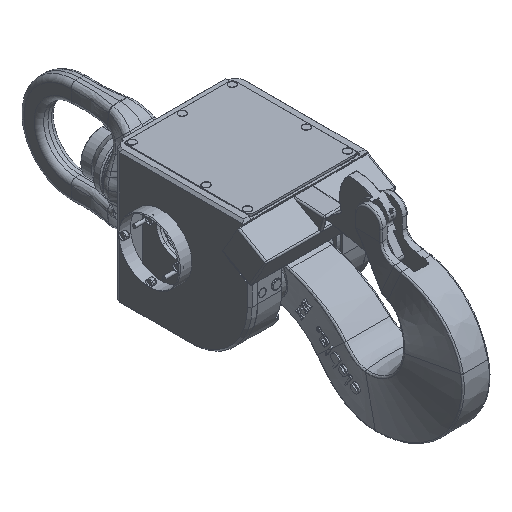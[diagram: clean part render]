
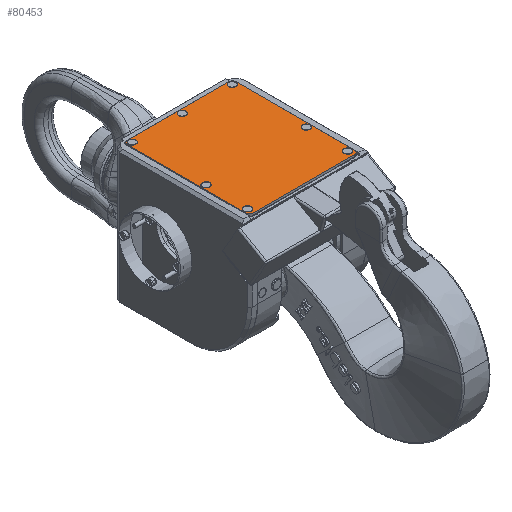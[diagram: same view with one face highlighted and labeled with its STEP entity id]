
A CAD part, isometric view. The second image highlights one B-rep face of the part: STEP entity #80453.
In plain terms, the highlighted planar face has unit normal (0, 0, 1).
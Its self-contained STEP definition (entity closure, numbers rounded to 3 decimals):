
#25124=CARTESIAN_POINT('',(65.75,3.5,94.5));
#25125=DIRECTION('',(0.,0.,1.));
#25126=DIRECTION('',(1.,0.,0.));
#25127=AXIS2_PLACEMENT_3D('',#25124,#25125,#25126);
#25129=DIRECTION('',(0.,1.,0.));
#25130=VECTOR('',#25129,153.5);
#25131=CARTESIAN_POINT('',(70.75,-150.,94.5));
#25132=LINE('',#25131,#25130);
#25133=CARTESIAN_POINT('',(65.75,-150.,94.5));
#25134=DIRECTION('',(0.,0.,1.));
#25135=DIRECTION('',(0.,-1.,0.));
#25136=AXIS2_PLACEMENT_3D('',#25133,#25134,#25135);
#25138=DIRECTION('',(1.,0.,0.));
#25139=VECTOR('',#25138,131.5);
#25140=CARTESIAN_POINT('',(-65.75,-155.,94.5));
#25141=LINE('',#25140,#25139);
#25142=CARTESIAN_POINT('',(-65.75,-150.,94.5));
#25143=DIRECTION('',(0.,0.,1.));
#25144=DIRECTION('',(-1.,0.,0.));
#25145=AXIS2_PLACEMENT_3D('',#25142,#25143,#25144);
#25147=DIRECTION('',(0.,-1.,0.));
#25148=VECTOR('',#25147,153.5);
#25149=CARTESIAN_POINT('',(-70.75,3.5,94.5));
#25150=LINE('',#25149,#25148);
#25151=CARTESIAN_POINT('',(-65.75,3.5,94.5));
#25152=DIRECTION('',(0.,0.,1.));
#25153=DIRECTION('',(0.,1.,0.));
#25154=AXIS2_PLACEMENT_3D('',#25151,#25152,#25153);
#25156=DIRECTION('',(-1.,0.,0.));
#25157=VECTOR('',#25156,131.5);
#25158=CARTESIAN_POINT('',(65.75,8.5,94.5));
#25159=LINE('',#25158,#25157);
#25160=CARTESIAN_POINT('',(65.,-147.,94.5));
#25161=DIRECTION('',(0.,0.,1.));
#25162=DIRECTION('',(-0.588,-0.809,0.));
#25163=AXIS2_PLACEMENT_3D('',#25160,#25161,#25162);
#25170=CARTESIAN_POINT('',(65.,-147.,94.5));
#25171=DIRECTION('',(0.,0.,1.));
#25172=DIRECTION('',(0.588,0.809,0.));
#25173=AXIS2_PLACEMENT_3D('',#25170,#25171,#25172);
#25188=CARTESIAN_POINT('',(-65.,-147.,94.5));
#25189=DIRECTION('',(0.,0.,1.));
#25190=DIRECTION('',(-0.309,0.951,0.));
#25191=AXIS2_PLACEMENT_3D('',#25188,#25189,#25190);
#25198=CARTESIAN_POINT('',(-65.,-147.,94.5));
#25199=DIRECTION('',(0.,0.,1.));
#25200=DIRECTION('',(0.309,-0.951,0.));
#25201=AXIS2_PLACEMENT_3D('',#25198,#25199,#25200);
#25216=CARTESIAN_POINT('',(65.,-93.,94.5));
#25217=DIRECTION('',(0.,0.,1.));
#25218=DIRECTION('',(0.587,-0.809,0.));
#25219=AXIS2_PLACEMENT_3D('',#25216,#25217,#25218);
#25226=CARTESIAN_POINT('',(65.,-93.,94.5));
#25227=DIRECTION('',(0.,0.,1.));
#25228=DIRECTION('',(-0.587,0.809,0.));
#25229=AXIS2_PLACEMENT_3D('',#25226,#25227,#25228);
#25244=CARTESIAN_POINT('',(-65.,-93.,94.5));
#25245=DIRECTION('',(0.,0.,1.));
#25246=DIRECTION('',(0.309,0.951,0.));
#25247=AXIS2_PLACEMENT_3D('',#25244,#25245,#25246);
#25254=CARTESIAN_POINT('',(-65.,-93.,94.5));
#25255=DIRECTION('',(0.,0.,1.));
#25256=DIRECTION('',(-0.309,-0.951,0.));
#25257=AXIS2_PLACEMENT_3D('',#25254,#25255,#25256);
#25272=CARTESIAN_POINT('',(65.,3.,94.5));
#25273=DIRECTION('',(0.,0.,1.));
#25274=DIRECTION('',(-0.588,-0.809,0.));
#25275=AXIS2_PLACEMENT_3D('',#25272,#25273,#25274);
#25282=CARTESIAN_POINT('',(65.,3.,94.5));
#25283=DIRECTION('',(0.,0.,1.));
#25284=DIRECTION('',(0.588,0.809,0.));
#25285=AXIS2_PLACEMENT_3D('',#25282,#25283,#25284);
#25300=CARTESIAN_POINT('',(-65.,3.,94.5));
#25301=DIRECTION('',(0.,0.,1.));
#25302=DIRECTION('',(-0.309,-0.951,0.));
#25303=AXIS2_PLACEMENT_3D('',#25300,#25301,#25302);
#25310=CARTESIAN_POINT('',(-65.,3.,94.5));
#25311=DIRECTION('',(0.,0.,1.));
#25312=DIRECTION('',(0.309,0.951,0.));
#25313=AXIS2_PLACEMENT_3D('',#25310,#25311,#25312);
#25328=CARTESIAN_POINT('',(0.,3.,94.5));
#25329=DIRECTION('',(0.,0.,1.));
#25330=DIRECTION('',(-0.809,-0.588,0.));
#25331=AXIS2_PLACEMENT_3D('',#25328,#25329,#25330);
#25338=CARTESIAN_POINT('',(0.,3.,94.5));
#25339=DIRECTION('',(0.,0.,1.));
#25340=DIRECTION('',(0.809,0.588,0.));
#25341=AXIS2_PLACEMENT_3D('',#25338,#25339,#25340);
#42764=CARTESIAN_POINT('',(70.75,3.5,94.5));
#42765=VERTEX_POINT('',#42764);
#42766=CARTESIAN_POINT('',(65.75,8.5,94.5));
#42767=VERTEX_POINT('',#42766);
#42772=CARTESIAN_POINT('',(-65.75,8.5,94.5));
#42773=VERTEX_POINT('',#42772);
#42774=CARTESIAN_POINT('',(-70.75,3.5,94.5));
#42775=VERTEX_POINT('',#42774);
#42780=CARTESIAN_POINT('',(65.75,-155.,94.5));
#42781=VERTEX_POINT('',#42780);
#42782=CARTESIAN_POINT('',(70.75,-150.,94.5));
#42783=VERTEX_POINT('',#42782);
#42788=CARTESIAN_POINT('',(-70.75,-150.,94.5));
#42789=VERTEX_POINT('',#42788);
#42790=CARTESIAN_POINT('',(-65.75,-155.,94.5));
#42791=VERTEX_POINT('',#42790);
#44892=CARTESIAN_POINT('',(-66.453,-1.47,94.5));
#44893=CARTESIAN_POINT('',(-63.547,7.47,94.5));
#44894=VERTEX_POINT('',#44892);
#44895=VERTEX_POINT('',#44893);
#44896=CARTESIAN_POINT('',(-3.802,0.236,94.5));
#44897=CARTESIAN_POINT('',(3.802,5.764,94.5));
#44898=VERTEX_POINT('',#44896);
#44899=VERTEX_POINT('',#44897);
#44900=CARTESIAN_POINT('',(62.236,-0.802,94.5));
#44901=CARTESIAN_POINT('',(67.764,6.802,94.5));
#44902=VERTEX_POINT('',#44900);
#44903=VERTEX_POINT('',#44901);
#44904=CARTESIAN_POINT('',(-63.546,-88.531,94.5));
#44905=CARTESIAN_POINT('',(-66.454,-97.469,94.5));
#44906=VERTEX_POINT('',#44904);
#44907=VERTEX_POINT('',#44905);
#44908=CARTESIAN_POINT('',(67.761,-96.803,94.5));
#44909=CARTESIAN_POINT('',(62.239,-89.197,94.5));
#44910=VERTEX_POINT('',#44908);
#44911=VERTEX_POINT('',#44909);
#44912=CARTESIAN_POINT('',(-66.454,-142.531,94.5));
#44913=CARTESIAN_POINT('',(-63.546,-151.469,94.5));
#44914=VERTEX_POINT('',#44912);
#44915=VERTEX_POINT('',#44913);
#44916=CARTESIAN_POINT('',(62.236,-150.801,94.5));
#44917=CARTESIAN_POINT('',(67.764,-143.199,94.5));
#44918=VERTEX_POINT('',#44916);
#44919=VERTEX_POINT('',#44917);
#80396=CARTESIAN_POINT('',(0.,-73.25,94.5));
#80397=DIRECTION('',(0.,0.,1.));
#80398=DIRECTION('',(1.,0.,0.));
#80399=AXIS2_PLACEMENT_3D('',#80396,#80397,#80398);
#80400=PLANE('',#80399);
#80401=ORIENTED_EDGE('',*,*,#80292,.F.);
#80402=ORIENTED_EDGE('',*,*,#80308,.F.);
#80403=ORIENTED_EDGE('',*,*,#80321,.F.);
#80404=ORIENTED_EDGE('',*,*,#80336,.F.);
#80405=ORIENTED_EDGE('',*,*,#80349,.F.);
#80406=ORIENTED_EDGE('',*,*,#80362,.F.);
#80407=ORIENTED_EDGE('',*,*,#80377,.F.);
#80408=ORIENTED_EDGE('',*,*,#80389,.F.);
#80409=EDGE_LOOP('',(#80401,#80402,#80403,#80404,#80405,#80406,#80407,#80408));
#80410=FACE_OUTER_BOUND('',#80409,.F.);
#80412=ORIENTED_EDGE('',*,*,#80411,.T.);
#80414=ORIENTED_EDGE('',*,*,#80413,.T.);
#80415=EDGE_LOOP('',(#80412,#80414));
#80416=FACE_BOUND('',#80415,.F.);
#80418=ORIENTED_EDGE('',*,*,#80417,.T.);
#80420=ORIENTED_EDGE('',*,*,#80419,.T.);
#80421=EDGE_LOOP('',(#80418,#80420));
#80422=FACE_BOUND('',#80421,.F.);
#80424=ORIENTED_EDGE('',*,*,#80423,.T.);
#80426=ORIENTED_EDGE('',*,*,#80425,.T.);
#80427=EDGE_LOOP('',(#80424,#80426));
#80428=FACE_BOUND('',#80427,.F.);
#80430=ORIENTED_EDGE('',*,*,#80429,.T.);
#80432=ORIENTED_EDGE('',*,*,#80431,.T.);
#80433=EDGE_LOOP('',(#80430,#80432));
#80434=FACE_BOUND('',#80433,.F.);
#80436=ORIENTED_EDGE('',*,*,#80435,.T.);
#80438=ORIENTED_EDGE('',*,*,#80437,.T.);
#80439=EDGE_LOOP('',(#80436,#80438));
#80440=FACE_BOUND('',#80439,.F.);
#80442=ORIENTED_EDGE('',*,*,#80441,.T.);
#80444=ORIENTED_EDGE('',*,*,#80443,.T.);
#80445=EDGE_LOOP('',(#80442,#80444));
#80446=FACE_BOUND('',#80445,.F.);
#80448=ORIENTED_EDGE('',*,*,#80447,.T.);
#80450=ORIENTED_EDGE('',*,*,#80449,.T.);
#80451=EDGE_LOOP('',(#80448,#80450));
#80452=FACE_BOUND('',#80451,.F.);
#25128=CIRCLE('',#25127,5.);
#25137=CIRCLE('',#25136,5.);
#25146=CIRCLE('',#25145,5.);
#25155=CIRCLE('',#25154,5.);
#25164=CIRCLE('',#25163,4.7);
#25174=CIRCLE('',#25173,4.7);
#25192=CIRCLE('',#25191,4.7);
#25202=CIRCLE('',#25201,4.7);
#25220=CIRCLE('',#25219,4.7);
#25230=CIRCLE('',#25229,4.7);
#25248=CIRCLE('',#25247,4.7);
#25258=CIRCLE('',#25257,4.7);
#25276=CIRCLE('',#25275,4.7);
#25286=CIRCLE('',#25285,4.7);
#25304=CIRCLE('',#25303,4.7);
#25314=CIRCLE('',#25313,4.7);
#25332=CIRCLE('',#25331,4.7);
#25342=CIRCLE('',#25341,4.7);
#80292=EDGE_CURVE('',#42765,#42767,#25128,.T.);
#80308=EDGE_CURVE('',#42783,#42765,#25132,.T.);
#80321=EDGE_CURVE('',#42781,#42783,#25137,.T.);
#80336=EDGE_CURVE('',#42791,#42781,#25141,.T.);
#80349=EDGE_CURVE('',#42789,#42791,#25146,.T.);
#80362=EDGE_CURVE('',#42775,#42789,#25150,.T.);
#80377=EDGE_CURVE('',#42773,#42775,#25155,.T.);
#80389=EDGE_CURVE('',#42767,#42773,#25159,.T.);
#80411=EDGE_CURVE('',#44918,#44919,#25164,.T.);
#80413=EDGE_CURVE('',#44919,#44918,#25174,.T.);
#80417=EDGE_CURVE('',#44914,#44915,#25192,.T.);
#80419=EDGE_CURVE('',#44915,#44914,#25202,.T.);
#80423=EDGE_CURVE('',#44910,#44911,#25220,.T.);
#80425=EDGE_CURVE('',#44911,#44910,#25230,.T.);
#80429=EDGE_CURVE('',#44906,#44907,#25248,.T.);
#80431=EDGE_CURVE('',#44907,#44906,#25258,.T.);
#80435=EDGE_CURVE('',#44902,#44903,#25276,.T.);
#80437=EDGE_CURVE('',#44903,#44902,#25286,.T.);
#80441=EDGE_CURVE('',#44894,#44895,#25304,.T.);
#80443=EDGE_CURVE('',#44895,#44894,#25314,.T.);
#80447=EDGE_CURVE('',#44898,#44899,#25332,.T.);
#80449=EDGE_CURVE('',#44899,#44898,#25342,.T.);
#80453=ADVANCED_FACE('',(#80410,#80416,#80422,#80428,#80434,#80440,#80446,
#80452),#80400,.T.);
